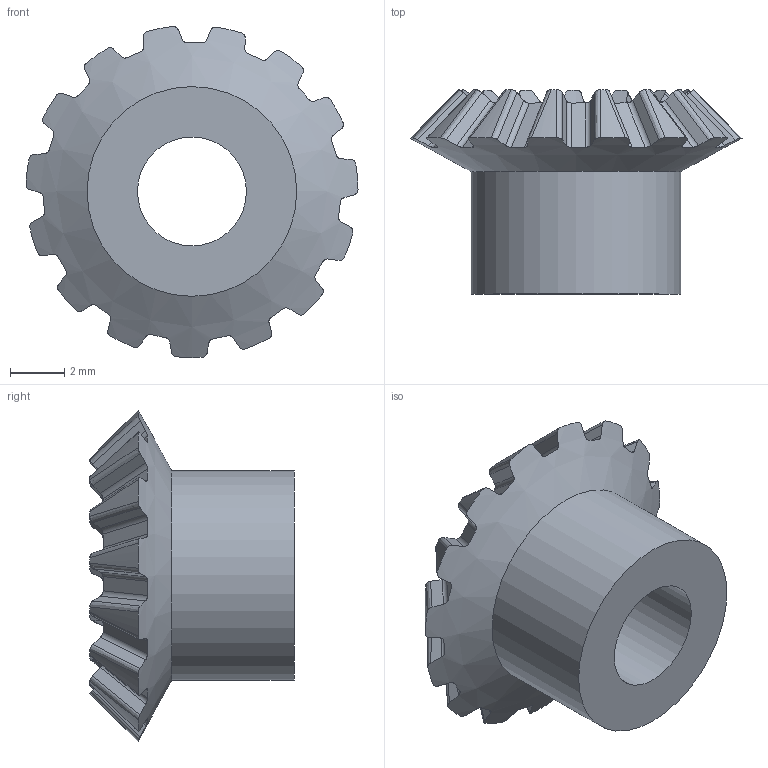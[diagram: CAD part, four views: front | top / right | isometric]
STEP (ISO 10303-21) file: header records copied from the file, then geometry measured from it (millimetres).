
FILE_DESCRIPTION(/* description */ (''),/* implementation_level */ '2;1');
FILE_NAME(/* name */ 'GearSketch v6.step',/* time_stamp */ '2023-07-15T17:58:47+01:00',/* author */ (''),/* organization */ (''),/* preprocessor_version */ 'ST-DEVELOPER v19.2',/* originating_system */ 'Autodesk Translation Framework v12.6.0.85',/* authorisation */ '');
FILE_SCHEMA (('AUTOMOTIVE_DESIGN { 1 0 10303 214 3 1 1 }'));
Length unit declared in the file: millimetre
Products named in the file (2): GearSketch; BevelGearMessing (1)
Assembly tree (1 placements, depth 2):
  GearSketch
    BevelGearMessing (1)
Bounding box: 12.19 x 7.5 x 12.16 mm (x, y, z)
Volume: 307.6 mm3; surface area: 445.6 mm2
Topology: 1 solids, 1 shells, 126 faces, 371 edges, 247 vertices
Faces by surface type: plane 47, cylinder 32, bspline 30, cone 17
Full cylindrical faces by diameter (mm): 4 x1, 7.7 x1
Entity records: 6536 total; most frequent: CARTESIAN_POINT 3798, ORIENTED_EDGE 742, EDGE_CURVE 371, DIRECTION 334, VERTEX_POINT 247, B_SPLINE_CURVE_WITH_KNOTS 181, AXIS2_PLACEMENT_3D 135, EDGE_LOOP 128
